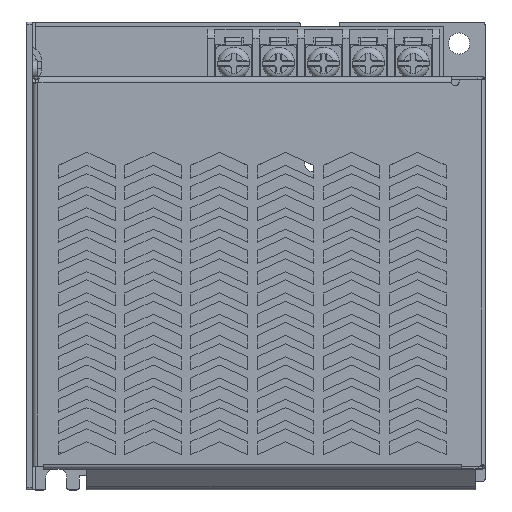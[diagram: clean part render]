
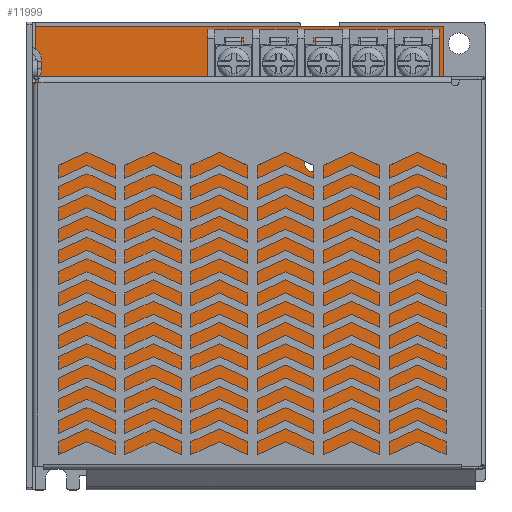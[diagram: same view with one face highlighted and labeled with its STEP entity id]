
A CAD part, top view. The second image highlights one B-rep face of the part: STEP entity #11999.
In plain terms, the highlighted planar face has unit normal (0, 0, 1).
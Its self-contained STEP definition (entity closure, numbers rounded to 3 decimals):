
#5514=LINE('',#51283,#8827);
#5519=LINE('',#51293,#8832);
#5520=LINE('',#51295,#8833);
#5526=LINE('',#51308,#8839);
#5529=LINE('',#51314,#8842);
#5530=LINE('',#51318,#8843);
#5531=LINE('',#51320,#8844);
#5532=LINE('',#51322,#8845);
#5533=LINE('',#51323,#8846);
#5534=LINE('',#51325,#8847);
#8827=VECTOR('',#42028,1.);
#8832=VECTOR('',#42035,1.);
#8833=VECTOR('',#42038,1.);
#8839=VECTOR('',#42046,1.);
#8842=VECTOR('',#42051,1.);
#8843=VECTOR('',#42056,1.);
#8844=VECTOR('',#42057,1.);
#8845=VECTOR('',#42058,1.);
#8846=VECTOR('',#42059,1.);
#8847=VECTOR('',#42060,1.);
#10494=PLANE('',#35808);
#11999=ADVANCED_FACE('',(#13206,#13207),#10494,.T.);
#13206=FACE_BOUND('',#14599,.T.);
#13207=FACE_BOUND('',#14600,.T.);
#14599=EDGE_LOOP('',(#21038));
#14600=EDGE_LOOP('',(#21039,#21040,#21041,#21042,#21043,#21044,#21045,#21046,
#21047,#21048));
#21038=ORIENTED_EDGE('',*,*,#31565,.F.);
#21039=ORIENTED_EDGE('',*,*,#31566,.F.);
#21040=ORIENTED_EDGE('',*,*,#31555,.T.);
#21041=ORIENTED_EDGE('',*,*,#31561,.T.);
#21042=ORIENTED_EDGE('',*,*,#31564,.T.);
#21043=ORIENTED_EDGE('',*,*,#31567,.F.);
#21044=ORIENTED_EDGE('',*,*,#31568,.F.);
#21045=ORIENTED_EDGE('',*,*,#31554,.T.);
#21046=ORIENTED_EDGE('',*,*,#31549,.T.);
#21047=ORIENTED_EDGE('',*,*,#31569,.F.);
#21048=ORIENTED_EDGE('',*,*,#31570,.F.);
#27142=VERTEX_POINT('',#51281);
#27144=VERTEX_POINT('',#51284);
#27147=VERTEX_POINT('',#51291);
#27148=VERTEX_POINT('',#51296);
#27149=VERTEX_POINT('',#51297);
#27153=VERTEX_POINT('',#51307);
#27155=VERTEX_POINT('',#51313);
#27156=VERTEX_POINT('',#51317);
#27157=VERTEX_POINT('',#51319);
#27158=VERTEX_POINT('',#51321);
#27159=VERTEX_POINT('',#51324);
#31549=EDGE_CURVE('',#27144,#27142,#5514,.T.);
#31554=EDGE_CURVE('',#27147,#27144,#5519,.T.);
#31555=EDGE_CURVE('',#27148,#27149,#5520,.T.);
#31561=EDGE_CURVE('',#27149,#27153,#5526,.T.);
#31564=EDGE_CURVE('',#27153,#27155,#5529,.T.);
#31565=EDGE_CURVE('',#27156,#27156,#34026,.T.);
#31566=EDGE_CURVE('',#27148,#27157,#5530,.T.);
#31567=EDGE_CURVE('',#27158,#27155,#5531,.T.);
#31568=EDGE_CURVE('',#27147,#27158,#5532,.T.);
#31569=EDGE_CURVE('',#27159,#27142,#5533,.T.);
#31570=EDGE_CURVE('',#27157,#27159,#5534,.T.);
#34026=CIRCLE('',#35807,1.665);
#35807=AXIS2_PLACEMENT_3D('',#51316,#42054,#42055);
#35808=AXIS2_PLACEMENT_3D('',#51326,#42061,#42062);
#42028=DIRECTION('',(0.,-1.,0.));
#42035=DIRECTION('',(-1.,0.,0.));
#42038=DIRECTION('',(0.,-1.,0.));
#42046=DIRECTION('',(1.,0.,0.));
#42051=DIRECTION('',(0.,1.,0.));
#42054=DIRECTION('',(0.,0.,1.));
#42055=DIRECTION('',(1.,0.,0.));
#42056=DIRECTION('',(1.,0.,0.));
#42057=DIRECTION('',(1.,0.,0.));
#42058=DIRECTION('',(0.,-1.,0.));
#42059=DIRECTION('',(-1.,0.,0.));
#42060=DIRECTION('',(0.,1.,0.));
#42061=DIRECTION('',(0.,0.,1.));
#42062=DIRECTION('',(1.,0.,0.));
#51281=CARTESIAN_POINT('',(-47.35,22.25,1.6));
#51283=CARTESIAN_POINT('',(-47.35,46.25,1.6));
#51284=CARTESIAN_POINT('',(-47.35,46.25,1.6));
#51291=CARTESIAN_POINT('',(39.05,46.25,1.6));
#51293=CARTESIAN_POINT('',(47.35,46.25,1.6));
#51295=CARTESIAN_POINT('',(-47.35,46.25,1.6));
#51296=CARTESIAN_POINT('',(-47.35,0.25,1.6));
#51297=CARTESIAN_POINT('',(-47.35,-46.25,1.6));
#51307=CARTESIAN_POINT('',(47.35,-46.25,1.6));
#51308=CARTESIAN_POINT('',(-47.35,-46.25,1.6));
#51313=CARTESIAN_POINT('',(47.35,29.25,1.6));
#51314=CARTESIAN_POINT('',(47.35,-46.25,1.6));
#51316=CARTESIAN_POINT('',(11.35,17.25,1.6));
#51317=CARTESIAN_POINT('',(13.015,17.25,1.6));
#51318=CARTESIAN_POINT('',(-47.35,0.25,1.6));
#51319=CARTESIAN_POINT('',(-45.85,0.25,1.6));
#51320=CARTESIAN_POINT('',(39.05,29.25,1.6));
#51321=CARTESIAN_POINT('',(39.05,29.25,1.6));
#51322=CARTESIAN_POINT('',(39.05,46.25,1.6));
#51323=CARTESIAN_POINT('',(-45.85,22.25,1.6));
#51324=CARTESIAN_POINT('',(-45.85,22.25,1.6));
#51325=CARTESIAN_POINT('',(-45.85,0.25,1.6));
#51326=CARTESIAN_POINT('',(0.,0.,1.6));
